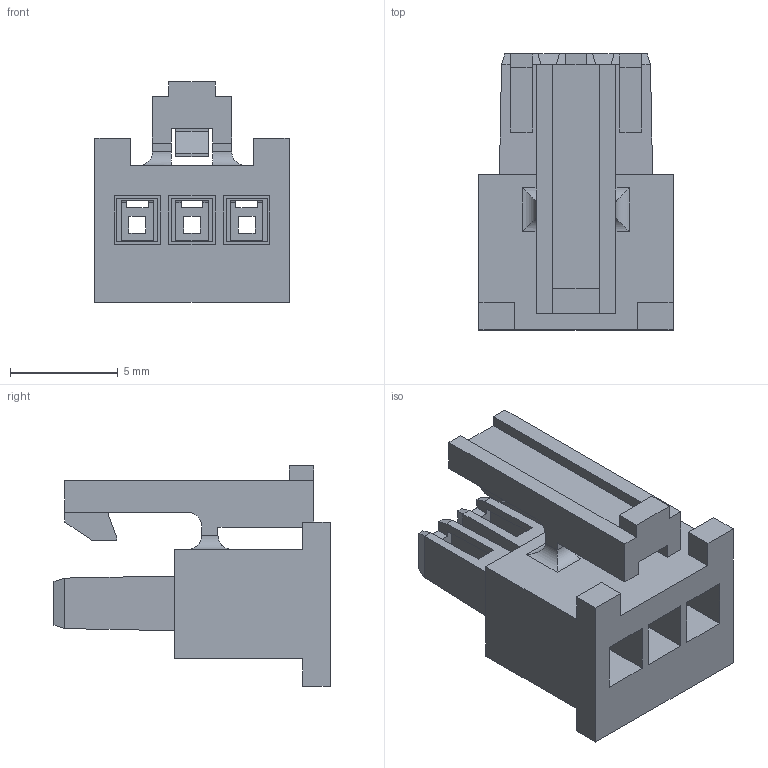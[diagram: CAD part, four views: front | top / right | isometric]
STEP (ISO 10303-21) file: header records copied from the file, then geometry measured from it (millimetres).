
FILE_DESCRIPTION(/* description */ ('STEP AP214'),/* implementation_level */ '2;1');
FILE_NAME(/* name */ 'IPD1-03-S-K',/* time_stamp */ '2024-02-27T20:11:14+01:00',/* author */ ('License CC BY-ND 4.0'),/* organization */ ('CADENAS'),/* preprocessor_version */ 'ST-DEVELOPER v19.3',/* originating_system */ 'PARTsolutions',/* authorisation */ ' ');
FILE_SCHEMA (('AUTOMOTIVE_DESIGN {1 0 10303 214 3 1 1}'));
Length unit declared in the file: inch
Products named in the file (1): IPD1-03-S-K
Bounding box: 9.02 x 12.83 x 10.24 mm (x, y, z)
Volume: 354.1 mm3; surface area: 917.7 mm2
Topology: 1 solids, 1 shells, 171 faces, 477 edges, 312 vertices
Faces by surface type: plane 163, cylinder 8
Entity records: 5419 total; most frequent: CARTESIAN_POINT 961, ORIENTED_EDGE 954, DIRECTION 833, EDGE_CURVE 477, LINE 465, VECTOR 465, VERTEX_POINT 312, EDGE_LOOP 189
